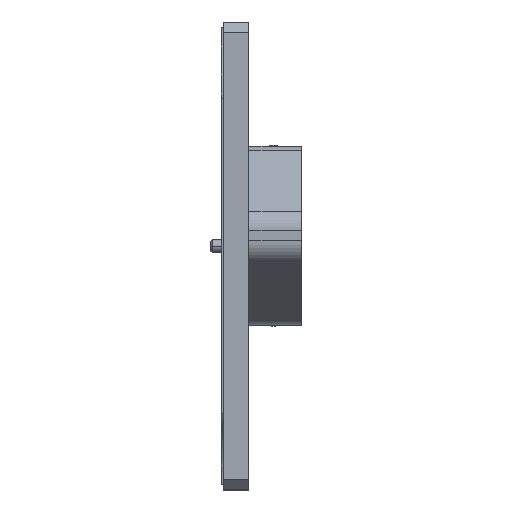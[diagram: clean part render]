
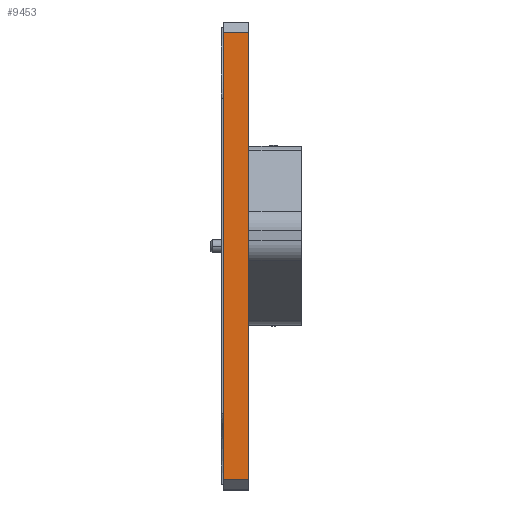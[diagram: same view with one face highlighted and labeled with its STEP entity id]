
A CAD part, left-side view. The second image highlights one B-rep face of the part: STEP entity #9453.
In plain terms, the highlighted planar face has unit normal (-1, 0, 0).
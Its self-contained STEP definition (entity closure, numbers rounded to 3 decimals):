
#7 = DIRECTION ( 'NONE',  ( 1., 0., 0. ) ) ;
#334 = VECTOR ( 'NONE', #5522, 1000. ) ;
#420 = VERTEX_POINT ( 'NONE', #1625 ) ;
#467 = ORIENTED_EDGE ( 'NONE', *, *, #1045, .T. ) ;
#596 = EDGE_LOOP ( 'NONE', ( #7703, #6667, #467, #4352 ) ) ;
#1045 = EDGE_CURVE ( 'NONE', #6898, #420, #1122, .T. ) ;
#1122 = LINE ( 'NONE', #3358, #9766 ) ;
#1124 = DIRECTION ( 'NONE',  ( 0., 1., 0. ) ) ;
#1537 = VERTEX_POINT ( 'NONE', #7353 ) ;
#1592 = DIRECTION ( 'NONE',  ( 0., 0., -1. ) ) ;
#1625 = CARTESIAN_POINT ( 'NONE',  ( -87.63, 0., 27.94 ) ) ;
#1630 = VECTOR ( 'NONE', #1124, 1000. ) ;
#2304 = LINE ( 'NONE', #6033, #8893 ) ;
#2393 = FACE_OUTER_BOUND ( 'NONE', #596, .T. ) ;
#3358 = CARTESIAN_POINT ( 'NONE',  ( -87.63, 0., 29.21 ) ) ;
#3696 = AXIS2_PLACEMENT_3D ( 'NONE', #6764, #7, #1592 ) ;
#4101 = DIRECTION ( 'NONE',  ( 0., 0., 1. ) ) ;
#4352 = ORIENTED_EDGE ( 'NONE', *, *, #7693, .T. ) ;
#5065 = EDGE_CURVE ( 'NONE', #1537, #7755, #2304, .T. ) ;
#5522 = DIRECTION ( 'NONE',  ( 0., -1., 0. ) ) ;
#5535 = EDGE_CURVE ( 'NONE', #1537, #6898, #7800, .T. ) ;
#5707 = CARTESIAN_POINT ( 'NONE',  ( -87.63, 3.175, 27.94 ) ) ;
#5754 = LINE ( 'NONE', #6488, #1630 ) ;
#6033 = CARTESIAN_POINT ( 'NONE',  ( -87.63, 3.175, 29.21 ) ) ;
#6171 = CARTESIAN_POINT ( 'NONE',  ( -87.63, 3.175, -27.94 ) ) ;
#6462 = CARTESIAN_POINT ( 'NONE',  ( -87.63, 0., -27.94 ) ) ;
#6488 = CARTESIAN_POINT ( 'NONE',  ( -87.63, 3.175, 27.94 ) ) ;
#6667 = ORIENTED_EDGE ( 'NONE', *, *, #5535, .T. ) ;
#6764 = CARTESIAN_POINT ( 'NONE',  ( -87.63, 3.175, 29.21 ) ) ;
#6898 = VERTEX_POINT ( 'NONE', #6462 ) ;
#7353 = CARTESIAN_POINT ( 'NONE',  ( -87.63, 3.175, -27.94 ) ) ;
#7418 = DIRECTION ( 'NONE',  ( 0., 0., 1. ) ) ;
#7693 = EDGE_CURVE ( 'NONE', #420, #7755, #5754, .T. ) ;
#7703 = ORIENTED_EDGE ( 'NONE', *, *, #5065, .F. ) ;
#7755 = VERTEX_POINT ( 'NONE', #5707 ) ;
#7800 = LINE ( 'NONE', #6171, #334 ) ;
#8893 = VECTOR ( 'NONE', #7418, 1000. ) ;
#9095 = PLANE ( 'NONE',  #3696 ) ;
#9453 = ADVANCED_FACE ( 'NONE', ( #2393 ), #9095, .F. ) ;
#9766 = VECTOR ( 'NONE', #4101, 1000. ) ;
